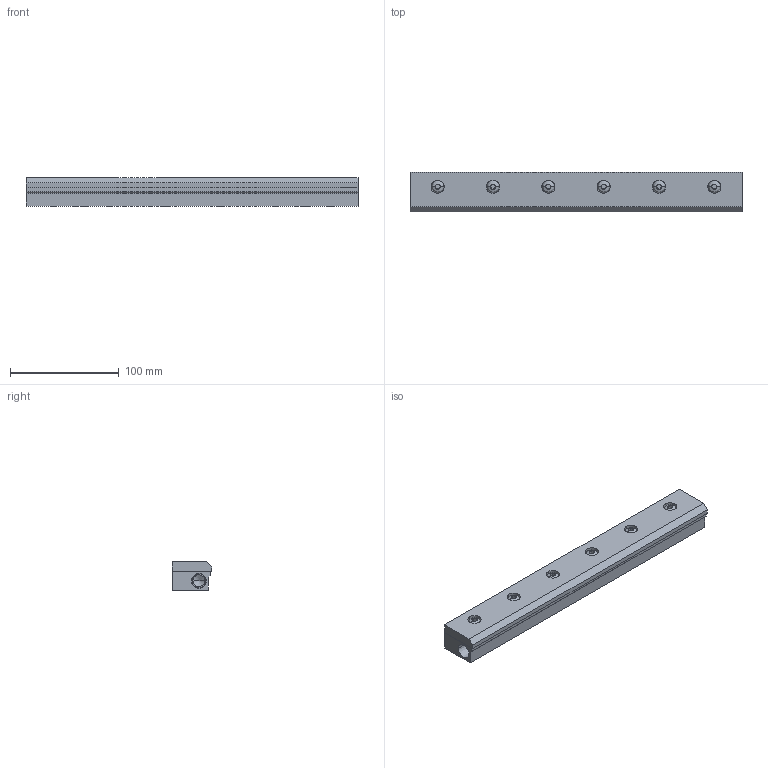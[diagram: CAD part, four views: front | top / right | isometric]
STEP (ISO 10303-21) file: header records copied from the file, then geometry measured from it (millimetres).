
FILE_DESCRIPTION(('STEP AP203'),'1');
FILE_NAME('110012ss-316.stp','2023-05-26T12:22:30',('TraceParts'),('TraceParts S.A.'),'Spatial InterOp 3D',' ',' ');
FILE_SCHEMA(('CONFIG_CONTROL_DESIGN'));
Length unit declared in the file: millimetre
Products named in the file (1): 1
Bounding box: 304.8 x 36.51 x 26.2 mm (x, y, z)
Volume: 264236.3 mm3; surface area: 69093.6 mm2
Topology: 8 solids, 8 shells, 193 faces, 447 edges, 290 vertices
Faces by surface type: plane 85, cylinder 68, cone 28, bspline 12
Entity records: 5895 total; most frequent: CARTESIAN_POINT 1258, DIRECTION 1015, ORIENTED_EDGE 886, EDGE_CURVE 443, AXIS2_PLACEMENT_3D 389, VERTEX_POINT 290, EDGE_LOOP 245, LINE 237
